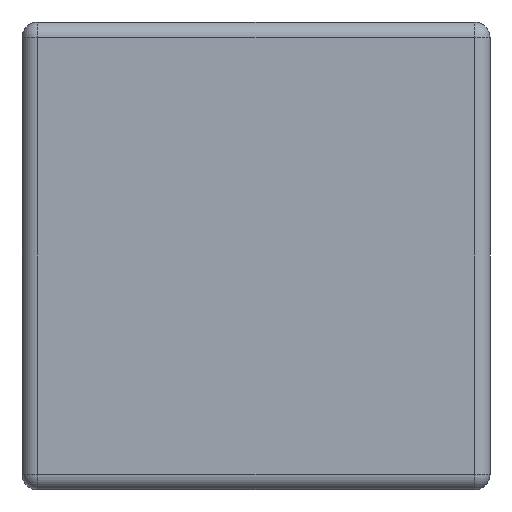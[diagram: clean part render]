
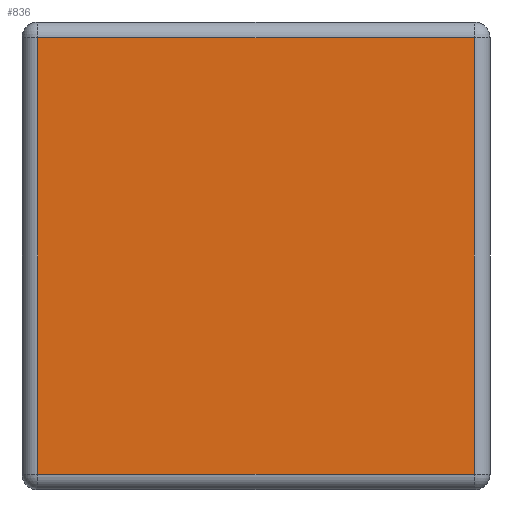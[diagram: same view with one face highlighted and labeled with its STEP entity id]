
A CAD part, front view. The second image highlights one B-rep face of the part: STEP entity #836.
In plain terms, the highlighted planar face has unit normal (0, -1, 0).
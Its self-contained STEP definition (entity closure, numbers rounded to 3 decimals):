
#200=ORIENTED_EDGE('',*,*,#400,.T.);
#201=ORIENTED_EDGE('',*,*,#401,.T.);
#202=ORIENTED_EDGE('',*,*,#402,.T.);
#203=ORIENTED_EDGE('',*,*,#403,.T.);
#400=EDGE_CURVE('',#504,#505,#576,.T.);
#401=EDGE_CURVE('',#505,#506,#577,.T.);
#402=EDGE_CURVE('',#506,#507,#578,.T.);
#403=EDGE_CURVE('',#507,#504,#579,.T.);
#504=VERTEX_POINT('',#1419);
#505=VERTEX_POINT('',#1420);
#506=VERTEX_POINT('',#1422);
#507=VERTEX_POINT('',#1424);
#576=LINE('',#1418,#648);
#577=LINE('',#1421,#649);
#578=LINE('',#1423,#650);
#579=LINE('',#1425,#651);
#648=VECTOR('',#1127,1000.);
#649=VECTOR('',#1128,1000.);
#650=VECTOR('',#1129,1000.);
#651=VECTOR('',#1130,1000.);
#698=EDGE_LOOP('',(#200,#201,#202,#203));
#754=FACE_BOUND('',#698,.T.);
#806=PLANE('',#951);
#836=ADVANCED_FACE('',(#754),#806,.T.);
#951=AXIS2_PLACEMENT_3D('',#1417,#1125,#1126);
#1125=DIRECTION('',(0.,-1.,0.));
#1126=DIRECTION('',(0.,0.,-1.));
#1127=DIRECTION('',(-1.,0.,0.));
#1128=DIRECTION('',(0.,0.,-1.));
#1129=DIRECTION('',(1.,0.,0.));
#1130=DIRECTION('',(0.,0.,1.));
#1417=CARTESIAN_POINT('',(0.,-0.075,0.));
#1418=CARTESIAN_POINT('',(-0.15,-0.075,0.14));
#1419=CARTESIAN_POINT('',(0.14,-0.075,0.14));
#1420=CARTESIAN_POINT('',(-0.14,-0.075,0.14));
#1421=CARTESIAN_POINT('',(-0.14,-0.075,-0.15));
#1422=CARTESIAN_POINT('',(-0.14,-0.075,-0.14));
#1423=CARTESIAN_POINT('',(0.15,-0.075,-0.14));
#1424=CARTESIAN_POINT('',(0.14,-0.075,-0.14));
#1425=CARTESIAN_POINT('',(0.14,-0.075,0.15));
